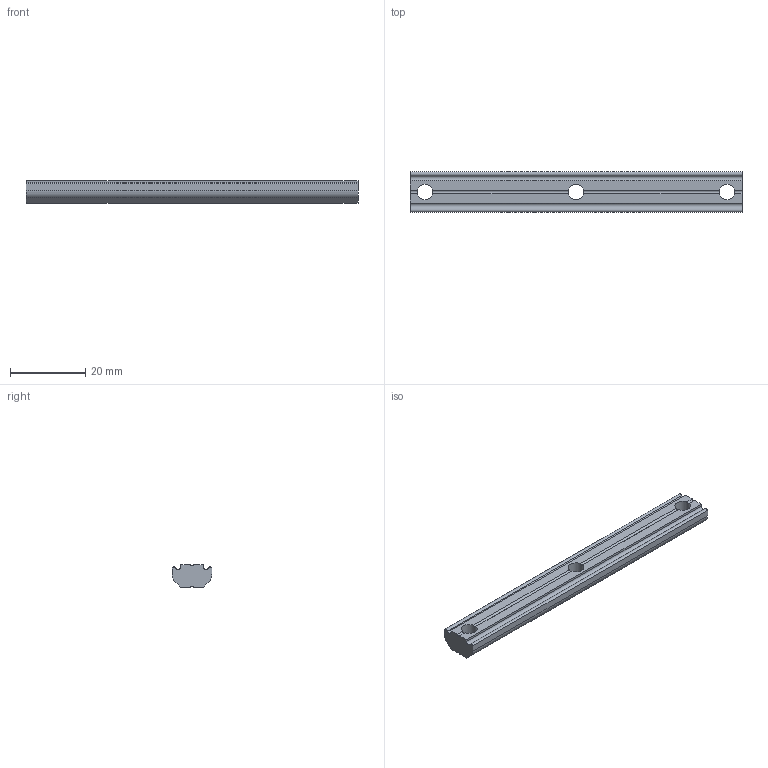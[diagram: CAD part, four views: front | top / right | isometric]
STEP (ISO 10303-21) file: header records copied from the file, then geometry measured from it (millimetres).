
FILE_DESCRIPTION( ( 'STEP AP214' ), '1' );
FILE_NAME( 'CA.GWP.5.40.3.stp', '2014-07-04T06:07:19', ( ' ' ), ( ' ' ), 'XStep 1.0', ' ', ' ' );
FILE_SCHEMA( ( 'CONFIG_CONTROL_DESIGN) ( )' ) );
Length unit declared in the file: metre
Products named in the file (1): 1
Bounding box: 88 x 10.6 x 6 mm (x, y, z)
Volume: 4439.9 mm3; surface area: 3045.6 mm2
Topology: 1 solids, 1 shells, 30 faces, 96 edges, 62 vertices
Faces by surface type: cylinder 17, plane 13
Full cylindrical faces by diameter (mm): 4.134 x3
Entity records: 1397 total; most frequent: CARTESIAN_POINT 294, ORIENTED_EDGE 186, DIRECTION 171, EDGE_CURVE 93, VERTEX_POINT 62, AXIS2_PLACEMENT_3D 59, LINE 53, VECTOR 53
